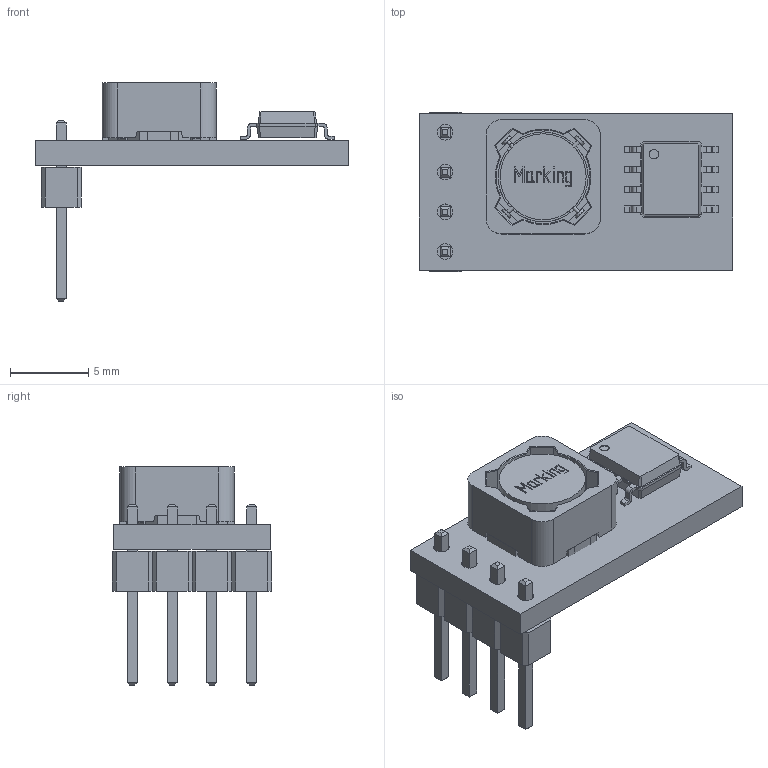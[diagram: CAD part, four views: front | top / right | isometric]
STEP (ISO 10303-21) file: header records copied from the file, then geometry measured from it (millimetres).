
FILE_DESCRIPTION(('HOOPS Exchange Step'),'2;1');
FILE_NAME('temp.step','2019-03-16T15:57:29+01:00',('mobile'),('Shapr3D Limited'),'HOOPS Exchange 2018.1','Shapr3D','Authorized');
FILE_SCHEMA( ('AP203_CONFIGURATION_CONTROLLED_3D_DESIGN_OF_MECHANICAL_PARTS_AND_ASSEMBLIES_MIM_LF') );
Length unit declared in the file: millimetre
Products named in the file (1): temp.x_b
Bounding box: 20 x 10.16 x 13.94 mm (x, y, z)
Volume: 569.4 mm3; surface area: 1491.1 mm2
Topology: 10 solids, 10 shells, 568 faces, 1494 edges, 957 vertices
Faces by surface type: plane 451, cylinder 84, bspline 14, extrusion 14, cone 5
Full cylindrical faces by diameter (mm): 0.6 x1, 1 x4, 2.75 x1, 5.5 x2, 5.75 x1
Entity records: 28192 total; most frequent: CARTESIAN_POINT 14094, ORIENTED_EDGE 2978, DIRECTION 2702, EDGE_CURVE 1489, VECTOR 1238, LINE 1224, VERTEX_POINT 957, AXIS2_PLACEMENT_3D 732
